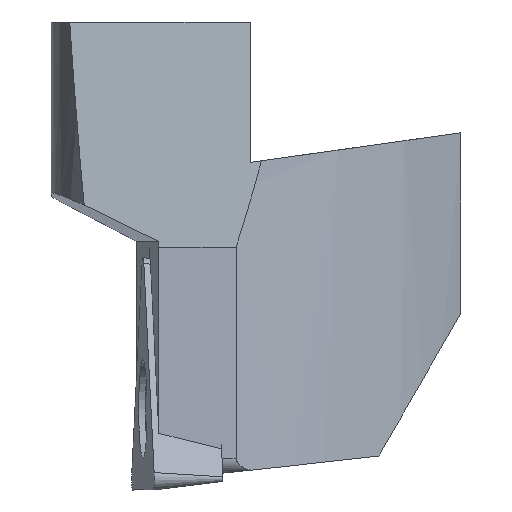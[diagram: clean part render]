
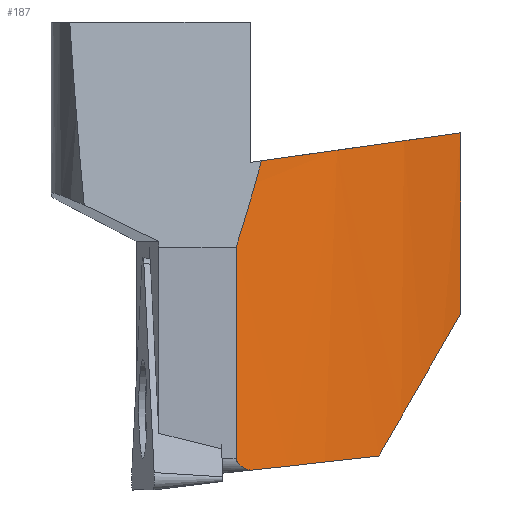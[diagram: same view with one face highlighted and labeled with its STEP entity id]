
A CAD part, left-side view. The second image highlights one B-rep face of the part: STEP entity #187.
In plain terms, the highlighted cylindrical face has radius 19.538 mm (diameter 39.075 mm), a partial arc.
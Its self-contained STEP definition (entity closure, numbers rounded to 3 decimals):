
#187=ADVANCED_FACE('',(#271),#257,.T.);
#257=CYLINDRICAL_SURFACE('',#1446,19.538);
#271=FACE_OUTER_BOUND('',#330,.T.);
#330=EDGE_LOOP('',(#704,#705,#706,#707,#708,#709,#710));
#415=LINE('',#1938,#527);
#425=LINE('',#1968,#537);
#527=VECTOR('',#1567,1.);
#537=VECTOR('',#1585,1.);
#643=B_SPLINE_CURVE_WITH_KNOTS('',3,(#1917,#1918,#1919,#1920,#1921,#1922,
#1923,#1924,#1925,#1926,#1927,#1928,#1929,#1930,#1931,#1932),
 .UNSPECIFIED.,.F.,.F.,(4,3,3,3,3,4),(0.,0.094,0.213,
0.418,0.995,1.),.UNSPECIFIED.);
#674=ELLIPSE('',#1442,19.645,19.538);
#675=ELLIPSE('',#1443,39.077,19.538);
#676=ELLIPSE('',#1444,19.73,19.538);
#677=ELLIPSE('',#1445,160.315,19.538);
#704=ORIENTED_EDGE('',*,*,#1181,.F.);
#705=ORIENTED_EDGE('',*,*,#1182,.F.);
#706=ORIENTED_EDGE('',*,*,#1183,.F.);
#707=ORIENTED_EDGE('',*,*,#1184,.F.);
#708=ORIENTED_EDGE('',*,*,#1185,.T.);
#709=ORIENTED_EDGE('',*,*,#1170,.T.);
#710=ORIENTED_EDGE('',*,*,#1167,.T.);
#1045=VERTEX_POINT('',#1916);
#1046=VERTEX_POINT('',#1933);
#1048=VERTEX_POINT('',#1939);
#1058=VERTEX_POINT('',#1965);
#1059=VERTEX_POINT('',#1967);
#1060=VERTEX_POINT('',#1969);
#1061=VERTEX_POINT('',#1971);
#1167=EDGE_CURVE('',#1046,#1045,#643,.T.);
#1170=EDGE_CURVE('',#1048,#1046,#415,.T.);
#1181=EDGE_CURVE('',#1058,#1045,#674,.T.);
#1182=EDGE_CURVE('',#1059,#1058,#675,.T.);
#1183=EDGE_CURVE('',#1060,#1059,#425,.T.);
#1184=EDGE_CURVE('',#1061,#1060,#676,.T.);
#1185=EDGE_CURVE('',#1061,#1048,#677,.T.);
#1442=AXIS2_PLACEMENT_3D('',#1964,#1581,#1582);
#1443=AXIS2_PLACEMENT_3D('',#1966,#1583,#1584);
#1444=AXIS2_PLACEMENT_3D('',#1970,#1586,#1587);
#1445=AXIS2_PLACEMENT_3D('',#1972,#1588,#1589);
#1446=AXIS2_PLACEMENT_3D('',#1973,#1590,#1591);
#1567=DIRECTION('',(0.,0.,-1.));
#1581=DIRECTION('',(0.009,-0.104,-0.995));
#1582=DIRECTION('',(-0.085,0.991,-0.105));
#1583=DIRECTION('',(0.004,-0.866,-0.5));
#1584=DIRECTION('',(-0.003,0.5,-0.866));
#1585=DIRECTION('',(0.,0.,-1.));
#1586=DIRECTION('',(0.,0.139,0.99));
#1587=DIRECTION('',(0.,0.99,-0.139));
#1588=DIRECTION('',(0.989,0.085,-0.122));
#1589=DIRECTION('',(-0.121,-0.01,-0.993));
#1590=DIRECTION('',(0.,0.,-1.));
#1591=DIRECTION('',(-1.,0.,0.));
#1916=CARTESIAN_POINT('',(-12.658,-3.5,-10.527));
#1917=CARTESIAN_POINT('',(-12.893,-3.02,-10.132));
#1918=CARTESIAN_POINT('',(-12.893,-3.02,-10.154));
#1919=CARTESIAN_POINT('',(-12.891,-3.024,-10.176));
#1920=CARTESIAN_POINT('',(-12.888,-3.031,-10.197));
#1921=CARTESIAN_POINT('',(-12.884,-3.04,-10.223));
#1922=CARTESIAN_POINT('',(-12.877,-3.054,-10.247));
#1923=CARTESIAN_POINT('',(-12.87,-3.069,-10.269));
#1924=CARTESIAN_POINT('',(-12.857,-3.097,-10.306));
#1925=CARTESIAN_POINT('',(-12.84,-3.131,-10.338));
#1926=CARTESIAN_POINT('',(-12.823,-3.167,-10.365));
#1927=CARTESIAN_POINT('',(-12.775,-3.267,-10.44));
#1928=CARTESIAN_POINT('',(-12.718,-3.383,-10.488));
#1929=CARTESIAN_POINT('',(-12.659,-3.497,-10.526));
#1930=CARTESIAN_POINT('',(-12.659,-3.498,-10.526));
#1931=CARTESIAN_POINT('',(-12.658,-3.499,-10.527));
#1932=CARTESIAN_POINT('',(-12.658,-3.5,-10.527));
#1933=CARTESIAN_POINT('',(-12.893,-3.02,-10.132));
#1938=CARTESIAN_POINT('',(-12.893,-3.02,16.868));
#1939=CARTESIAN_POINT('',(-12.893,-3.02,-2.898));
#1964=CARTESIAN_POINT('',(4.766,5.338,-11.296));
#1965=CARTESIAN_POINT('',(-9.603,-7.9,-10.039));
#1966=CARTESIAN_POINT('',(4.766,5.338,-32.838));
#1967=CARTESIAN_POINT('',(-6.392,-10.7,-5.16));
#1968=CARTESIAN_POINT('',(-6.392,-10.7,16.868));
#1969=CARTESIAN_POINT('',(-6.392,-10.7,1.012));
#1970=CARTESIAN_POINT('',(4.766,5.338,-1.242));
#1971=CARTESIAN_POINT('',(-12.455,-3.89,0.055));
#1972=CARTESIAN_POINT('',(4.766,5.338,146.227));
#1973=CARTESIAN_POINT('',(4.766,5.338,16.868));
